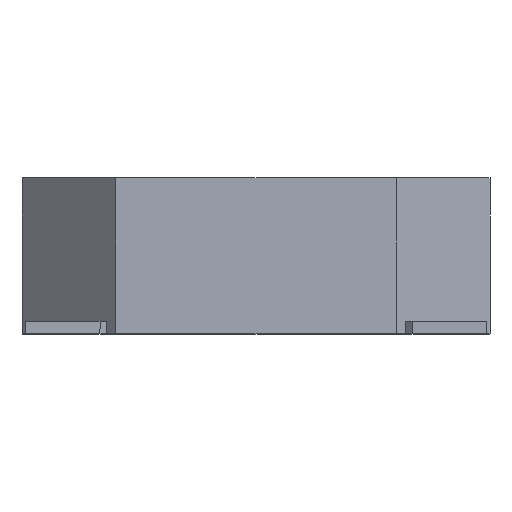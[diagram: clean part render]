
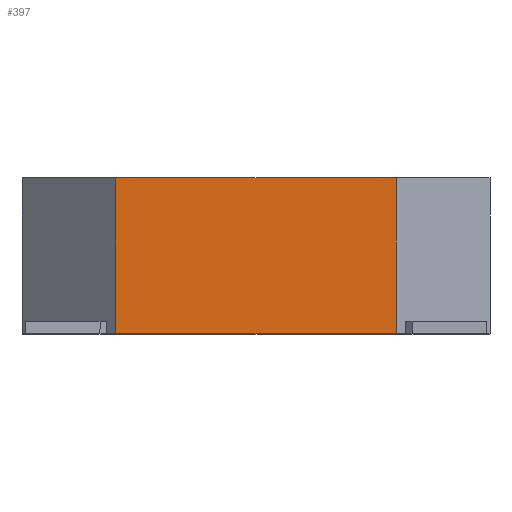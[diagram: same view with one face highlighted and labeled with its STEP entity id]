
A CAD part, top view. The second image highlights one B-rep face of the part: STEP entity #397.
In plain terms, the highlighted planar face has unit normal (0, 0, 1).
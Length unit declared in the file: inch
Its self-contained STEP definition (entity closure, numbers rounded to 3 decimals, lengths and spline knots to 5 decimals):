
#35 = DIRECTION ( 'NONE',  ( 0., -1., 0. ) ) ;
#128 = DIRECTION ( 'NONE',  ( 0., 1., 0. ) ) ;
#133 = VERTEX_POINT ( 'NONE', #171 ) ;
#171 = CARTESIAN_POINT ( 'NONE',  ( 0.05906, -0.09843, 0.29528 ) ) ;
#235 = LINE ( 'NONE', #888, #702 ) ;
#279 = CARTESIAN_POINT ( 'NONE',  ( 0.05906, 0., 0.29528 ) ) ;
#287 = LINE ( 'NONE', #1060, #769 ) ;
#364 = DIRECTION ( 'NONE',  ( 0., 0., 1. ) ) ;
#394 = DIRECTION ( 'NONE',  ( 1., 0., 0. ) ) ;
#397 = ADVANCED_FACE ( 'NONE', ( #1376 ), #565, .T. ) ;
#462 = LINE ( 'NONE', #1119, #679 ) ;
#470 = DIRECTION ( 'NONE',  ( 1., 0., 0. ) ) ;
#526 = ORIENTED_EDGE ( 'NONE', *, *, #1048, .T. ) ;
#549 = EDGE_CURVE ( 'NONE', #1230, #133, #1038, .T. ) ;
#565 = PLANE ( 'NONE',  #1290 ) ;
#623 = EDGE_CURVE ( 'NONE', #133, #863, #287, .T. ) ;
#660 = VERTEX_POINT ( 'NONE', #732 ) ;
#679 = VECTOR ( 'NONE', #128, 39.37008 ) ;
#697 = VECTOR ( 'NONE', #35, 39.37008 ) ;
#702 = VECTOR ( 'NONE', #1356, 39.37008 ) ;
#732 = CARTESIAN_POINT ( 'NONE',  ( 0.23622, 0., 0.29528 ) ) ;
#769 = VECTOR ( 'NONE', #394, 39.37008 ) ;
#831 = ORIENTED_EDGE ( 'NONE', *, *, #1250, .T. ) ;
#840 = CARTESIAN_POINT ( 'NONE',  ( 0.23622, -0.09843, 0.29528 ) ) ;
#863 = VERTEX_POINT ( 'NONE', #840 ) ;
#888 = CARTESIAN_POINT ( 'NONE',  ( 0.14764, 0., 0.29528 ) ) ;
#930 = CARTESIAN_POINT ( 'NONE',  ( 0.14764, -0.04921, 0.29528 ) ) ;
#979 = ORIENTED_EDGE ( 'NONE', *, *, #549, .T. ) ;
#1038 = LINE ( 'NONE', #1257, #697 ) ;
#1048 = EDGE_CURVE ( 'NONE', #863, #660, #462, .T. ) ;
#1060 = CARTESIAN_POINT ( 'NONE',  ( 0.14764, -0.09843, 0.29528 ) ) ;
#1067 = EDGE_LOOP ( 'NONE', ( #831, #979, #1172, #526 ) ) ;
#1119 = CARTESIAN_POINT ( 'NONE',  ( 0.23622, -0.04921, 0.29528 ) ) ;
#1172 = ORIENTED_EDGE ( 'NONE', *, *, #623, .T. ) ;
#1230 = VERTEX_POINT ( 'NONE', #279 ) ;
#1250 = EDGE_CURVE ( 'NONE', #660, #1230, #235, .T. ) ;
#1257 = CARTESIAN_POINT ( 'NONE',  ( 0.05906, -0.04921, 0.29528 ) ) ;
#1290 = AXIS2_PLACEMENT_3D ( 'NONE', #930, #364, #470 ) ;
#1356 = DIRECTION ( 'NONE',  ( -1., 0., 0. ) ) ;
#1376 = FACE_OUTER_BOUND ( 'NONE', #1067, .T. ) ;
